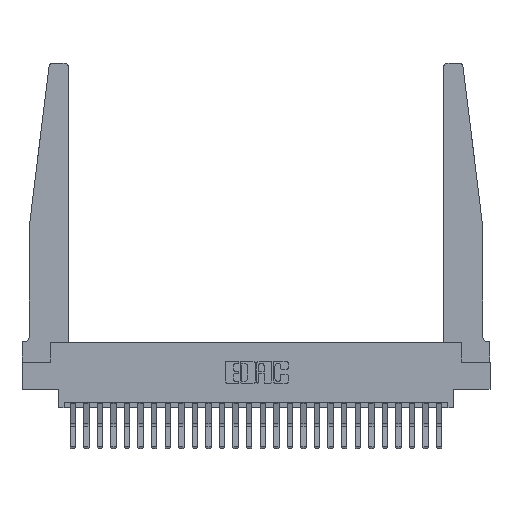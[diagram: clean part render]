
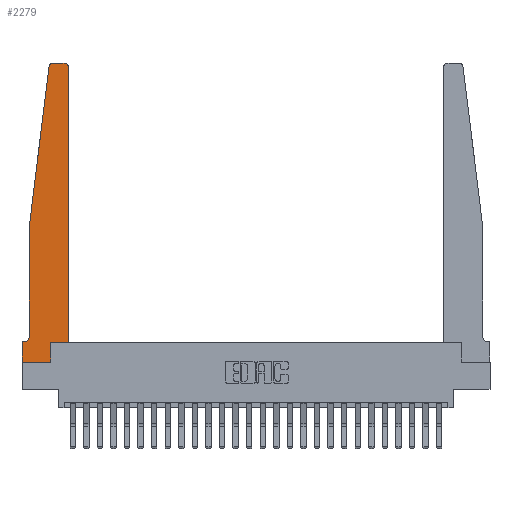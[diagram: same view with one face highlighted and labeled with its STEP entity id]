
A CAD part, top view. The second image highlights one B-rep face of the part: STEP entity #2279.
In plain terms, the highlighted planar face has unit normal (0, 0, 1).
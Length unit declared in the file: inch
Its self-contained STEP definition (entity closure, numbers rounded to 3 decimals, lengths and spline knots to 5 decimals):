
#181 = CARTESIAN_POINT ( 'NONE',  ( 0.25, 2.75, 0.37 ) ) ;
#503 = DIRECTION ( 'NONE',  ( -1., 0., 0. ) ) ;
#671 = VECTOR ( 'NONE', #12733, 39.37008 ) ;
#746 = CARTESIAN_POINT ( 'NONE',  ( 0.425, 0.18, 0.37 ) ) ;
#790 = LINE ( 'NONE', #4778, #671 ) ;
#870 = ORIENTED_EDGE ( 'NONE', *, *, #18521, .T. ) ;
#1210 = VECTOR ( 'NONE', #1843, 39.37008 ) ;
#1247 = ORIENTED_EDGE ( 'NONE', *, *, #16079, .T. ) ;
#1843 = DIRECTION ( 'NONE',  ( -1., 0., 0. ) ) ;
#2101 = PLANE ( 'NONE',  #7382 ) ;
#2279 = ADVANCED_FACE ( 'NONE', ( #4027 ), #2101, .T. ) ;
#2676 = CARTESIAN_POINT ( 'NONE',  ( 0.425, 0.18, 0.37 ) ) ;
#2692 = AXIS2_PLACEMENT_3D ( 'NONE', #13740, #12309, #503 ) ;
#3071 = DIRECTION ( 'NONE',  ( 1., 0., 0. ) ) ;
#3218 = CARTESIAN_POINT ( 'NONE',  ( 0.425, 2.72, 0.37 ) ) ;
#3370 = DIRECTION ( 'NONE',  ( 0., 0., 1. ) ) ;
#3381 = ORIENTED_EDGE ( 'NONE', *, *, #4021, .T. ) ;
#3432 = ORIENTED_EDGE ( 'NONE', *, *, #12895, .T. ) ;
#3927 = CARTESIAN_POINT ( 'NONE',  ( 0.24675, 2.72367, 0.37 ) ) ;
#4000 = VERTEX_POINT ( 'NONE', #17181 ) ;
#4021 = EDGE_CURVE ( 'NONE', #14902, #20192, #18858, .T. ) ;
#4027 = FACE_OUTER_BOUND ( 'NONE', #20932, .T. ) ;
#4082 = ORIENTED_EDGE ( 'NONE', *, *, #15693, .T. ) ;
#4739 = DIRECTION ( 'NONE',  ( 0., 1., 0. ) ) ;
#4778 = CARTESIAN_POINT ( 'NONE',  ( 0.2605, 0.18, 0.37 ) ) ;
#5222 = CARTESIAN_POINT ( 'NONE',  ( 0., 0., 0.37 ) ) ;
#5407 = EDGE_CURVE ( 'NONE', #5420, #15655, #9025, .T. ) ;
#5420 = VERTEX_POINT ( 'NONE', #2676 ) ;
#5449 = LINE ( 'NONE', #19599, #1210 ) ;
#5569 = CARTESIAN_POINT ( 'NONE',  ( 0.065, 1.25, 0.37 ) ) ;
#5580 = ORIENTED_EDGE ( 'NONE', *, *, #5407, .T. ) ;
#5656 = LINE ( 'NONE', #13840, #9245 ) ;
#5797 = EDGE_CURVE ( 'NONE', #15655, #12846, #25239, .T. ) ;
#6241 = EDGE_CURVE ( 'NONE', #20192, #9915, #17000, .T. ) ;
#7041 = CARTESIAN_POINT ( 'NONE',  ( 0.015, 0.1875, 0.37 ) ) ;
#7053 = DIRECTION ( 'NONE',  ( 0., -1., 0. ) ) ;
#7099 = AXIS2_PLACEMENT_3D ( 'NONE', #18782, #14766, #10608 ) ;
#7382 = AXIS2_PLACEMENT_3D ( 'NONE', #20647, #22580, #12868 ) ;
#8322 = CIRCLE ( 'NONE', #7099, 0.03 ) ;
#8520 = CARTESIAN_POINT ( 'NONE',  ( 0.065, 0.2375, 0.37 ) ) ;
#8734 = VERTEX_POINT ( 'NONE', #3927 ) ;
#8882 = VECTOR ( 'NONE', #14761, 39.37008 ) ;
#9025 = LINE ( 'NONE', #746, #15336 ) ;
#9245 = VECTOR ( 'NONE', #21742, 39.37008 ) ;
#9915 = VERTEX_POINT ( 'NONE', #11119 ) ;
#10608 = DIRECTION ( 'NONE',  ( 1., 0., 0. ) ) ;
#11119 = CARTESIAN_POINT ( 'NONE',  ( 0.2605, 0., 0.37 ) ) ;
#11828 = ORIENTED_EDGE ( 'NONE', *, *, #17209, .T. ) ;
#12103 = CARTESIAN_POINT ( 'NONE',  ( 0., 0.1875, 0.37 ) ) ;
#12309 = DIRECTION ( 'NONE',  ( 0., 0., -1. ) ) ;
#12733 = DIRECTION ( 'NONE',  ( 0., 1., 0. ) ) ;
#12805 = ORIENTED_EDGE ( 'NONE', *, *, #15412, .T. ) ;
#12846 = VERTEX_POINT ( 'NONE', #16186 ) ;
#12868 = DIRECTION ( 'NONE',  ( 1., 0., 0. ) ) ;
#12895 = EDGE_CURVE ( 'NONE', #15893, #13986, #13880, .T. ) ;
#13009 = EDGE_CURVE ( 'NONE', #22628, #15893, #20464, .T. ) ;
#13740 = CARTESIAN_POINT ( 'NONE',  ( 0.015, 0.2375, 0.37 ) ) ;
#13840 = CARTESIAN_POINT ( 'NONE',  ( 0.425, 0.18, 0.37 ) ) ;
#13865 = VECTOR ( 'NONE', #7053, 39.37008 ) ;
#13880 = CIRCLE ( 'NONE', #2692, 0.05 ) ;
#13986 = VERTEX_POINT ( 'NONE', #7041 ) ;
#14064 = ORIENTED_EDGE ( 'NONE', *, *, #5797, .T. ) ;
#14685 = CARTESIAN_POINT ( 'NONE',  ( 0.395, 2.72, 0.37 ) ) ;
#14761 = DIRECTION ( 'NONE',  ( 0., -1., 0. ) ) ;
#14766 = DIRECTION ( 'NONE',  ( 0., 0., 1. ) ) ;
#14902 = VERTEX_POINT ( 'NONE', #12103 ) ;
#14913 = EDGE_CURVE ( 'NONE', #12846, #4000, #18105, .T. ) ;
#15336 = VECTOR ( 'NONE', #4739, 39.37008 ) ;
#15412 = EDGE_CURVE ( 'NONE', #13986, #14902, #5449, .T. ) ;
#15655 = VERTEX_POINT ( 'NONE', #3218 ) ;
#15693 = EDGE_CURVE ( 'NONE', #9915, #17408, #790, .T. ) ;
#15833 = VECTOR ( 'NONE', #17632, 39.37008 ) ;
#15893 = VERTEX_POINT ( 'NONE', #8520 ) ;
#16079 = EDGE_CURVE ( 'NONE', #4000, #8734, #8322, .T. ) ;
#16186 = CARTESIAN_POINT ( 'NONE',  ( 0.395, 2.75, 0.37 ) ) ;
#17000 = LINE ( 'NONE', #22667, #21565 ) ;
#17112 = ORIENTED_EDGE ( 'NONE', *, *, #6241, .T. ) ;
#17181 = CARTESIAN_POINT ( 'NONE',  ( 0.27653, 2.75, 0.37 ) ) ;
#17209 = EDGE_CURVE ( 'NONE', #8734, #22628, #19425, .T. ) ;
#17408 = VERTEX_POINT ( 'NONE', #21860 ) ;
#17632 = DIRECTION ( 'NONE',  ( -0.122, -0.992, 0. ) ) ;
#17714 = DIRECTION ( 'NONE',  ( -1., 0., 0. ) ) ;
#17754 = CARTESIAN_POINT ( 'NONE',  ( 0.065, 1.25, 0.37 ) ) ;
#18105 = LINE ( 'NONE', #181, #21007 ) ;
#18521 = EDGE_CURVE ( 'NONE', #17408, #5420, #5656, .T. ) ;
#18544 = CARTESIAN_POINT ( 'NONE',  ( 0.065, 1.25, 0.37 ) ) ;
#18782 = CARTESIAN_POINT ( 'NONE',  ( 0.27653, 2.72, 0.37 ) ) ;
#18858 = LINE ( 'NONE', #5222, #13865 ) ;
#19425 = LINE ( 'NONE', #17754, #15833 ) ;
#19599 = CARTESIAN_POINT ( 'NONE',  ( 0.065, 0.1875, 0.37 ) ) ;
#20192 = VERTEX_POINT ( 'NONE', #22760 ) ;
#20464 = LINE ( 'NONE', #18544, #8882 ) ;
#20647 = CARTESIAN_POINT ( 'NONE',  ( 0., 0.1875, 0.37 ) ) ;
#20932 = EDGE_LOOP ( 'NONE', ( #24307, #1247, #11828, #24588, #3432, #12805, #3381, #17112, #4082, #870, #5580, #14064 ) ) ;
#21007 = VECTOR ( 'NONE', #17714, 39.37008 ) ;
#21035 = DIRECTION ( 'NONE',  ( 1., 0., 0. ) ) ;
#21565 = VECTOR ( 'NONE', #3071, 39.37008 ) ;
#21742 = DIRECTION ( 'NONE',  ( 1., 0., 0. ) ) ;
#21860 = CARTESIAN_POINT ( 'NONE',  ( 0.2605, 0.18, 0.37 ) ) ;
#22580 = DIRECTION ( 'NONE',  ( 0., 0., 1. ) ) ;
#22628 = VERTEX_POINT ( 'NONE', #5569 ) ;
#22667 = CARTESIAN_POINT ( 'NONE',  ( 0., 0., 0.37 ) ) ;
#22760 = CARTESIAN_POINT ( 'NONE',  ( 0., 0., 0.37 ) ) ;
#23975 = AXIS2_PLACEMENT_3D ( 'NONE', #14685, #3370, #21035 ) ;
#24307 = ORIENTED_EDGE ( 'NONE', *, *, #14913, .T. ) ;
#24588 = ORIENTED_EDGE ( 'NONE', *, *, #13009, .T. ) ;
#25239 = CIRCLE ( 'NONE', #23975, 0.03 ) ;
